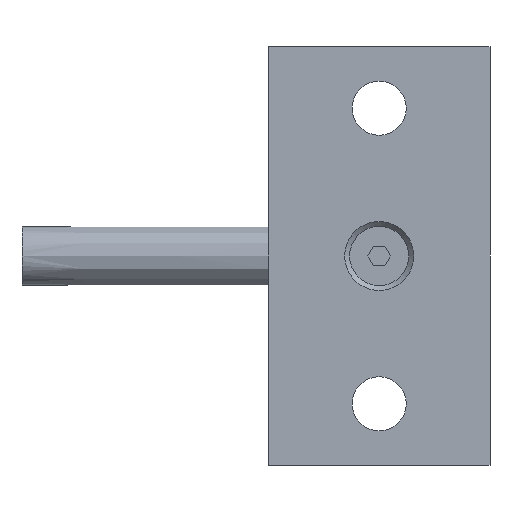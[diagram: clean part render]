
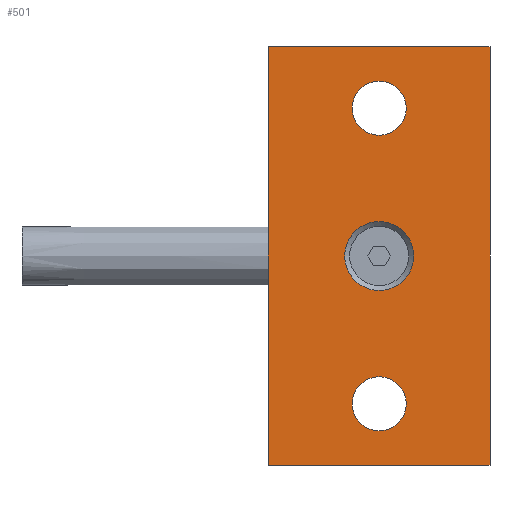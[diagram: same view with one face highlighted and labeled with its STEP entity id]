
A CAD part, front view. The second image highlights one B-rep face of the part: STEP entity #501.
In plain terms, the highlighted planar face has unit normal (0, -1, 0).
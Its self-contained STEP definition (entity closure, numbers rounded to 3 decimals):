
#39=FACE_BOUND('',#125,.T.);
#40=FACE_BOUND('',#126,.T.);
#41=FACE_BOUND('',#127,.T.);
#58=PLANE('',#644);
#92=FACE_OUTER_BOUND('',#124,.T.);
#124=EDGE_LOOP('',(#437,#438,#439,#440));
#125=EDGE_LOOP('',(#441));
#126=EDGE_LOOP('',(#442));
#127=EDGE_LOOP('',(#443));
#164=LINE('',#1617,#204);
#165=LINE('',#1619,#205);
#166=LINE('',#1621,#206);
#167=LINE('',#1622,#207);
#204=VECTOR('',#775,10.);
#205=VECTOR('',#776,10.);
#206=VECTOR('',#777,10.);
#207=VECTOR('',#778,10.);
#235=CIRCLE('',#641,7.);
#237=CIRCLE('',#645,5.5);
#238=CIRCLE('',#646,5.5);
#269=VERTEX_POINT('',#1607);
#271=VERTEX_POINT('',#1615);
#272=VERTEX_POINT('',#1616);
#273=VERTEX_POINT('',#1618);
#274=VERTEX_POINT('',#1620);
#275=VERTEX_POINT('',#1623);
#276=VERTEX_POINT('',#1625);
#326=EDGE_CURVE('',#269,#269,#235,.T.);
#329=EDGE_CURVE('',#271,#272,#164,.T.);
#330=EDGE_CURVE('',#273,#271,#165,.T.);
#331=EDGE_CURVE('',#274,#273,#166,.T.);
#332=EDGE_CURVE('',#272,#274,#167,.T.);
#333=EDGE_CURVE('',#275,#275,#237,.T.);
#334=EDGE_CURVE('',#276,#276,#238,.T.);
#437=ORIENTED_EDGE('',*,*,#329,.F.);
#438=ORIENTED_EDGE('',*,*,#330,.F.);
#439=ORIENTED_EDGE('',*,*,#331,.F.);
#440=ORIENTED_EDGE('',*,*,#332,.F.);
#441=ORIENTED_EDGE('',*,*,#333,.F.);
#442=ORIENTED_EDGE('',*,*,#334,.F.);
#443=ORIENTED_EDGE('',*,*,#326,.F.);
#501=ADVANCED_FACE('',(#92,#39,#40,#41),#58,.F.);
#641=AXIS2_PLACEMENT_3D('',#1609,#766,#767);
#644=AXIS2_PLACEMENT_3D('',#1614,#773,#774);
#645=AXIS2_PLACEMENT_3D('',#1624,#779,#780);
#646=AXIS2_PLACEMENT_3D('',#1626,#781,#782);
#766=DIRECTION('center_axis',(0.,-1.,0.));
#767=DIRECTION('ref_axis',(1.,0.,0.));
#773=DIRECTION('center_axis',(0.,1.,0.));
#774=DIRECTION('ref_axis',(0.,0.,1.));
#775=DIRECTION('',(-1.,0.,0.));
#776=DIRECTION('',(0.,0.,-1.));
#777=DIRECTION('',(1.,0.,0.));
#778=DIRECTION('',(0.,0.,1.));
#779=DIRECTION('center_axis',(0.,-1.,0.));
#780=DIRECTION('ref_axis',(1.,0.,0.));
#781=DIRECTION('center_axis',(0.,-1.,0.));
#782=DIRECTION('ref_axis',(1.,0.,0.));
#1607=CARTESIAN_POINT('',(-29.5,0.,-42.5));
#1609=CARTESIAN_POINT('Origin',(-22.5,0.,-42.5));
#1614=CARTESIAN_POINT('Origin',(-22.5,0.,-42.5));
#1615=CARTESIAN_POINT('',(0.,0.,-85.));
#1616=CARTESIAN_POINT('',(-45.,0.,-85.));
#1617=CARTESIAN_POINT('',(0.,0.,-85.));
#1618=CARTESIAN_POINT('',(0.,0.,0.));
#1619=CARTESIAN_POINT('',(0.,0.,0.));
#1620=CARTESIAN_POINT('',(-45.,0.,0.));
#1621=CARTESIAN_POINT('',(-45.,0.,0.));
#1622=CARTESIAN_POINT('',(-45.,0.,-85.));
#1623=CARTESIAN_POINT('',(-28.,0.,-12.5));
#1624=CARTESIAN_POINT('Origin',(-22.5,0.,-12.5));
#1625=CARTESIAN_POINT('',(-28.,0.,-72.5));
#1626=CARTESIAN_POINT('Origin',(-22.5,0.,-72.5));
